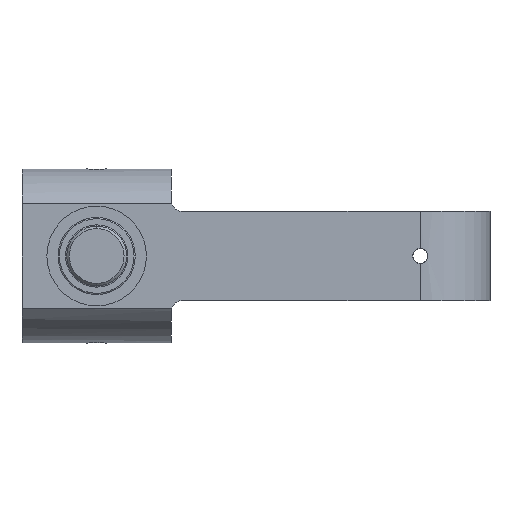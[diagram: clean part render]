
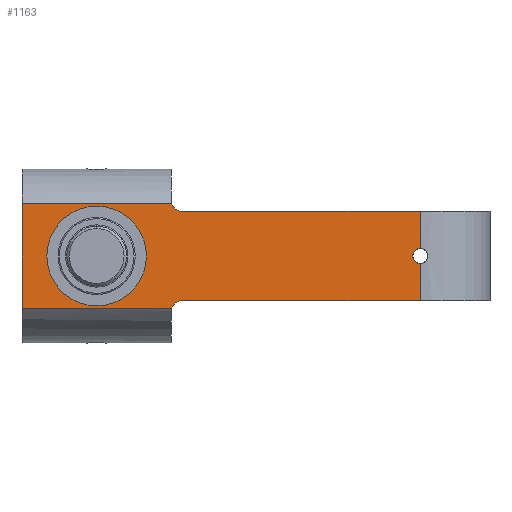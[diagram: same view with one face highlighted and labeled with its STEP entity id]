
A CAD part, front view. The second image highlights one B-rep face of the part: STEP entity #1163.
In plain terms, the highlighted face is planar.
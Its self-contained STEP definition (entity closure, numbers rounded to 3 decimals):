
#10 = DIRECTION ( 'NONE',  ( -1., 0., 0. ) ) ;
#71 = ORIENTED_EDGE ( 'NONE', *, *, #983, .F. ) ;
#123 = EDGE_CURVE ( 'NONE', #2275, #2555, #1401, .T. ) ;
#151 = VECTOR ( 'NONE', #2593, 1000. ) ;
#167 = EDGE_CURVE ( 'NONE', #550, #382, #391, .T. ) ;
#241 = EDGE_CURVE ( 'NONE', #891, #1838, #2508, .T. ) ;
#243 = DIRECTION ( 'NONE',  ( 1., 0., 0. ) ) ;
#248 = AXIS2_PLACEMENT_3D ( 'NONE', #2723, #1446, #243 ) ;
#287 = VERTEX_POINT ( 'NONE', #2546 ) ;
#304 = ORIENTED_EDGE ( 'NONE', *, *, #1903, .F. ) ;
#307 = CARTESIAN_POINT ( 'NONE',  ( -10.5, 0., 14. ) ) ;
#312 = VERTEX_POINT ( 'NONE', #1687 ) ;
#313 = AXIS2_PLACEMENT_3D ( 'NONE', #1742, #1140, #1157 ) ;
#343 = ORIENTED_EDGE ( 'NONE', *, *, #241, .T. ) ;
#382 = VERTEX_POINT ( 'NONE', #2654 ) ;
#391 = CIRCLE ( 'NONE', #2661, 2. ) ;
#462 = LINE ( 'NONE', #2397, #151 ) ;
#480 = CARTESIAN_POINT ( 'NONE',  ( -10.5, 100., 14. ) ) ;
#495 = CIRCLE ( 'NONE', #1559, 2. ) ;
#502 = EDGE_CURVE ( 'NONE', #2275, #1838, #1193, .T. ) ;
#511 = VERTEX_POINT ( 'NONE', #2188 ) ;
#550 = VERTEX_POINT ( 'NONE', #1200 ) ;
#580 = CIRCLE ( 'NONE', #1726, 10. ) ;
#633 = VERTEX_POINT ( 'NONE', #1920 ) ;
#660 = DIRECTION ( 'NONE',  ( 1., 0., 0. ) ) ;
#665 = FACE_BOUND ( 'NONE', #2591, .T. ) ;
#682 = EDGE_CURVE ( 'NONE', #312, #287, #580, .T. ) ;
#719 = AXIS2_PLACEMENT_3D ( 'NONE', #1315, #1914, #10 ) ;
#792 = CARTESIAN_POINT ( 'NONE',  ( 9., 80., 14. ) ) ;
#798 = DIRECTION ( 'NONE',  ( 0., 0., -1. ) ) ;
#890 = CARTESIAN_POINT ( 'NONE',  ( -10.5, 0., 14. ) ) ;
#891 = VERTEX_POINT ( 'NONE', #792 ) ;
#921 = VECTOR ( 'NONE', #2085, 1000. ) ;
#939 = LINE ( 'NONE', #480, #2157 ) ;
#962 = DIRECTION ( 'NONE',  ( -1., 0., 0. ) ) ;
#983 = EDGE_CURVE ( 'NONE', #891, #382, #462, .T. ) ;
#1018 = ORIENTED_EDGE ( 'NONE', *, *, #1543, .F. ) ;
#1024 = DIRECTION ( 'NONE',  ( -1., 0., 0. ) ) ;
#1043 = PLANE ( 'NONE',  #719 ) ;
#1047 = DIRECTION ( 'NONE',  ( 0., 0., 1. ) ) ;
#1085 = ORIENTED_EDGE ( 'NONE', *, *, #2268, .F. ) ;
#1140 = DIRECTION ( 'NONE',  ( 0., 0., 1. ) ) ;
#1148 = ORIENTED_EDGE ( 'NONE', *, *, #1380, .T. ) ;
#1157 = DIRECTION ( 'NONE',  ( 1., 0., 0. ) ) ;
#1163 = ADVANCED_FACE ( 'NONE', ( #665, #1743 ), #1043, .F. ) ;
#1167 = CIRCLE ( 'NONE', #248, 10. ) ;
#1193 = CIRCLE ( 'NONE', #313, 1.5 ) ;
#1200 = CARTESIAN_POINT ( 'NONE',  ( 10.5, 30.064, 14. ) ) ;
#1228 = DIRECTION ( 'NONE',  ( -1., 0., 0. ) ) ;
#1245 = CARTESIAN_POINT ( 'NONE',  ( 11., 32., 14. ) ) ;
#1268 = EDGE_CURVE ( 'NONE', #1612, #511, #1382, .T. ) ;
#1289 = VECTOR ( 'NONE', #1998, 1000. ) ;
#1291 = CARTESIAN_POINT ( 'NONE',  ( -9., 32., 14. ) ) ;
#1305 = DIRECTION ( 'NONE',  ( 0., -1., 0. ) ) ;
#1315 = CARTESIAN_POINT ( 'NONE',  ( -10.5, 100., 14. ) ) ;
#1319 = VECTOR ( 'NONE', #1966, 1000. ) ;
#1377 = LINE ( 'NONE', #2227, #1319 ) ;
#1380 = EDGE_CURVE ( 'NONE', #2032, #633, #495, .T. ) ;
#1382 = LINE ( 'NONE', #307, #1289 ) ;
#1401 = LINE ( 'NONE', #2696, #921 ) ;
#1442 = CARTESIAN_POINT ( 'NONE',  ( -10.5, 80., 14. ) ) ;
#1445 = VECTOR ( 'NONE', #2462, 1000. ) ;
#1446 = DIRECTION ( 'NONE',  ( 0., 0., 1. ) ) ;
#1543 = EDGE_CURVE ( 'NONE', #2032, #2555, #1377, .T. ) ;
#1559 = AXIS2_PLACEMENT_3D ( 'NONE', #2259, #798, #1024 ) ;
#1570 = CARTESIAN_POINT ( 'NONE',  ( 1.5, 80., 14. ) ) ;
#1596 = CARTESIAN_POINT ( 'NONE',  ( 10.5, 100., 14. ) ) ;
#1612 = VERTEX_POINT ( 'NONE', #890 ) ;
#1632 = DIRECTION ( 'NONE',  ( 0., 0., -1. ) ) ;
#1687 = CARTESIAN_POINT ( 'NONE',  ( 10., 15., 14. ) ) ;
#1726 = AXIS2_PLACEMENT_3D ( 'NONE', #2370, #1047, #660 ) ;
#1742 = CARTESIAN_POINT ( 'NONE',  ( 0., 80., 14. ) ) ;
#1743 = FACE_OUTER_BOUND ( 'NONE', #2394, .T. ) ;
#1815 = EDGE_CURVE ( 'NONE', #633, #1612, #939, .T. ) ;
#1829 = CARTESIAN_POINT ( 'NONE',  ( -1.5, 80., 14. ) ) ;
#1838 = VERTEX_POINT ( 'NONE', #1570 ) ;
#1850 = ORIENTED_EDGE ( 'NONE', *, *, #1268, .T. ) ;
#1903 = EDGE_CURVE ( 'NONE', #287, #312, #1167, .T. ) ;
#1914 = DIRECTION ( 'NONE',  ( 0., 0., -1. ) ) ;
#1920 = CARTESIAN_POINT ( 'NONE',  ( -10.5, 30.064, 14. ) ) ;
#1966 = DIRECTION ( 'NONE',  ( 0., 1., 0. ) ) ;
#1968 = CARTESIAN_POINT ( 'NONE',  ( -9., 80., 14. ) ) ;
#1998 = DIRECTION ( 'NONE',  ( 1., 0., 0. ) ) ;
#2013 = ORIENTED_EDGE ( 'NONE', *, *, #682, .F. ) ;
#2032 = VERTEX_POINT ( 'NONE', #1291 ) ;
#2085 = DIRECTION ( 'NONE',  ( -1., 0., 0. ) ) ;
#2157 = VECTOR ( 'NONE', #1305, 1000. ) ;
#2188 = CARTESIAN_POINT ( 'NONE',  ( 10.5, 0., 14. ) ) ;
#2227 = CARTESIAN_POINT ( 'NONE',  ( -9., 100., 14. ) ) ;
#2259 = CARTESIAN_POINT ( 'NONE',  ( -11., 32., 14. ) ) ;
#2268 = EDGE_CURVE ( 'NONE', #550, #511, #2686, .T. ) ;
#2275 = VERTEX_POINT ( 'NONE', #1829 ) ;
#2315 = ORIENTED_EDGE ( 'NONE', *, *, #1815, .T. ) ;
#2370 = CARTESIAN_POINT ( 'NONE',  ( 0., 15., 14. ) ) ;
#2394 = EDGE_LOOP ( 'NONE', ( #343, #2412, #2565, #1018, #1148, #2315, #1850, #1085, #2479, #71 ) ) ;
#2397 = CARTESIAN_POINT ( 'NONE',  ( 9., 100., 14. ) ) ;
#2412 = ORIENTED_EDGE ( 'NONE', *, *, #502, .F. ) ;
#2462 = DIRECTION ( 'NONE',  ( 0., -1., 0. ) ) ;
#2479 = ORIENTED_EDGE ( 'NONE', *, *, #167, .T. ) ;
#2508 = LINE ( 'NONE', #1442, #2702 ) ;
#2546 = CARTESIAN_POINT ( 'NONE',  ( -10., 15., 14. ) ) ;
#2555 = VERTEX_POINT ( 'NONE', #1968 ) ;
#2565 = ORIENTED_EDGE ( 'NONE', *, *, #123, .T. ) ;
#2591 = EDGE_LOOP ( 'NONE', ( #2013, #304 ) ) ;
#2593 = DIRECTION ( 'NONE',  ( 0., -1., 0. ) ) ;
#2654 = CARTESIAN_POINT ( 'NONE',  ( 9., 32., 14. ) ) ;
#2661 = AXIS2_PLACEMENT_3D ( 'NONE', #1245, #1632, #962 ) ;
#2686 = LINE ( 'NONE', #1596, #1445 ) ;
#2696 = CARTESIAN_POINT ( 'NONE',  ( -10.5, 80., 14. ) ) ;
#2702 = VECTOR ( 'NONE', #1228, 1000. ) ;
#2723 = CARTESIAN_POINT ( 'NONE',  ( 0., 15., 14. ) ) ;
